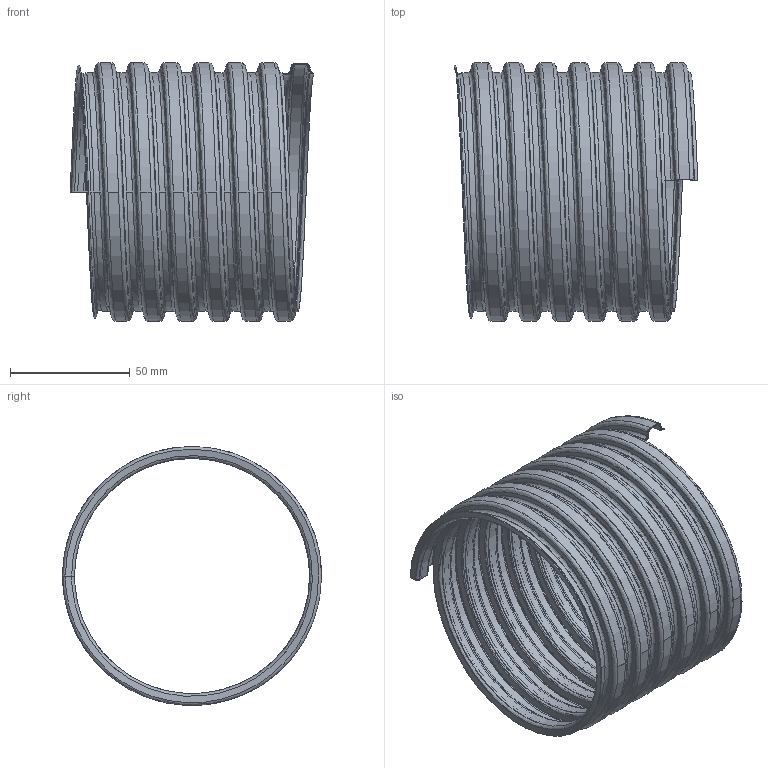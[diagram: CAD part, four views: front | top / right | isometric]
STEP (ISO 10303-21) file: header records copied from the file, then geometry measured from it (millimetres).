
FILE_DESCRIPTION(/* description */ ('Металлорукав МРПИ нг черный','CAx-IF Rec.Pracs.---Representation and Presentation of Product Manufacturing Information (PMI)---4.0---2014-10-13'),/* implementation_level */ '2;1');
FILE_NAME(/* name */ '',/* time_stamp */ '2025-05-30T10:11:49+07:00',/* author */ ('zeta-82'),/* organization */ ('ЗЭТА'),/* preprocessor_version */ 'ST-DEVELOPER v19.2',/* originating_system */ 'Autodesk Inventor 2024',/* authorisation */ '');
FILE_SCHEMA (('AP242_MANAGED_MODEL_BASED_3D_ENGINEERING_MIM_LF { 1 0 10303 442 1 1 4 }'));
Length unit declared in the file: millimetre
Products named in the file (3): ЗЭТА.104.110.000-15; ЗЭТА.104.210.000-15; ЗЭТА.104.210.000-15_1
Assembly tree (2 placements, depth 2):
  ЗЭТА.104.110.000-15
    ЗЭТА.104.210.000-15
    ЗЭТА.104.210.000-15_1
Bounding box: 101.54 x 107.9 x 107.9 mm (x, y, z)
Volume: 31910.4 mm3; surface area: 171117.4 mm2
Topology: 2 solids, 2 shells, 102 faces, 296 edges, 196 vertices
Faces by surface type: cylinder 70, bspline 28, plane 4
Full cylindrical faces by diameter (mm): 98 x5, 98.8 x10, 99.5 x5, 99.6 x5, 105.6 x5, 106.4 x5, 107.2 x10, 107.9 x5
Entity records: 16732 total; most frequent: CARTESIAN_POINT 14051, ORIENTED_EDGE 592, DIRECTION 378, EDGE_CURVE 296, VERTEX_POINT 196, B_SPLINE_CURVE_WITH_KNOTS 160, AXIS2_PLACEMENT_3D 137, STYLED_ITEM 106
